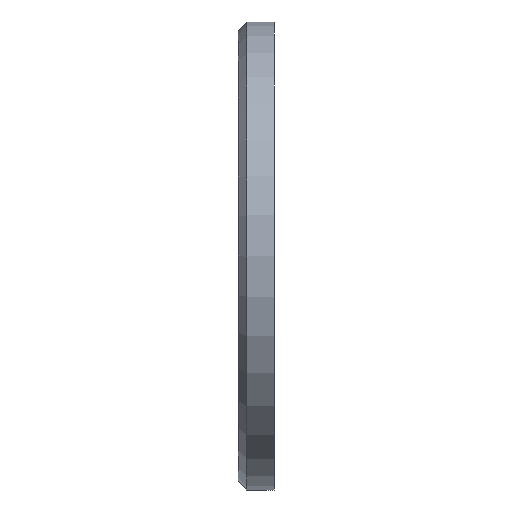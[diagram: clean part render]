
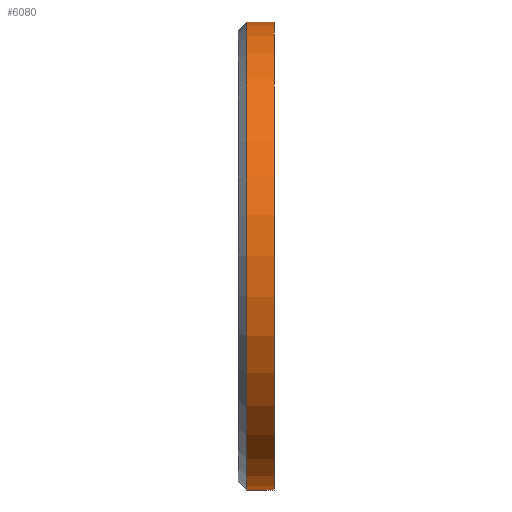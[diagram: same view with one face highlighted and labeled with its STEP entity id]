
A CAD part, left-side view. The second image highlights one B-rep face of the part: STEP entity #6080.
In plain terms, the highlighted cylindrical face has radius 26 mm (diameter 52 mm), a partial arc.
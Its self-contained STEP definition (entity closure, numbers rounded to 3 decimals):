
#288 = AXIS2_PLACEMENT_3D ( 'NONE', #5218, #13275, #5267 ) ;
#503 = CIRCLE ( 'NONE', #288, 26. ) ;
#945 = EDGE_LOOP ( 'NONE', ( #8211, #7320, #1634, #7674 ) ) ;
#1068 = CARTESIAN_POINT ( 'NONE',  ( 0., -2., 26. ) ) ;
#1434 = VERTEX_POINT ( 'NONE', #2389 ) ;
#1634 = ORIENTED_EDGE ( 'NONE', *, *, #2913, .T. ) ;
#2389 = CARTESIAN_POINT ( 'NONE',  ( 0., 1., -26. ) ) ;
#2805 = DIRECTION ( 'NONE',  ( 0., 0., -1. ) ) ;
#2913 = EDGE_CURVE ( 'NONE', #1434, #10024, #6350, .T. ) ;
#3361 = DIRECTION ( 'NONE',  ( 0., 0., 1. ) ) ;
#4053 = EDGE_CURVE ( 'NONE', #10024, #13889, #8690, .T. ) ;
#4509 = DIRECTION ( 'NONE',  ( 0., -1., 0. ) ) ;
#4765 = AXIS2_PLACEMENT_3D ( 'NONE', #12618, #5672, #3361 ) ;
#4883 = VECTOR ( 'NONE', #6332, 1000. ) ;
#5050 = CARTESIAN_POINT ( 'NONE',  ( 0., 2., 0. ) ) ;
#5218 = CARTESIAN_POINT ( 'NONE',  ( 0., 1., 0. ) ) ;
#5267 = DIRECTION ( 'NONE',  ( 0., 0., 1. ) ) ;
#5672 = DIRECTION ( 'NONE',  ( 0., 1., 0. ) ) ;
#5705 = VERTEX_POINT ( 'NONE', #6546 ) ;
#6080 = ADVANCED_FACE ( 'NONE', ( #13708 ), #9935, .T. ) ;
#6332 = DIRECTION ( 'NONE',  ( 0., -1., 0. ) ) ;
#6350 = LINE ( 'NONE', #13702, #9402 ) ;
#6546 = CARTESIAN_POINT ( 'NONE',  ( 0., 1., 26. ) ) ;
#6639 = EDGE_CURVE ( 'NONE', #5705, #13889, #11007, .T. ) ;
#7320 = ORIENTED_EDGE ( 'NONE', *, *, #14122, .T. ) ;
#7372 = AXIS2_PLACEMENT_3D ( 'NONE', #5050, #9671, #2805 ) ;
#7674 = ORIENTED_EDGE ( 'NONE', *, *, #4053, .T. ) ;
#8211 = ORIENTED_EDGE ( 'NONE', *, *, #6639, .F. ) ;
#8690 = CIRCLE ( 'NONE', #4765, 26. ) ;
#9402 = VECTOR ( 'NONE', #4509, 1000. ) ;
#9671 = DIRECTION ( 'NONE',  ( 0., -1., 0. ) ) ;
#9935 = CYLINDRICAL_SURFACE ( 'NONE', #7372, 26. ) ;
#10024 = VERTEX_POINT ( 'NONE', #12877 ) ;
#11007 = LINE ( 'NONE', #13323, #4883 ) ;
#12618 = CARTESIAN_POINT ( 'NONE',  ( 0., -2., 0. ) ) ;
#12877 = CARTESIAN_POINT ( 'NONE',  ( 0., -2., -26. ) ) ;
#13275 = DIRECTION ( 'NONE',  ( 0., -1., 0. ) ) ;
#13323 = CARTESIAN_POINT ( 'NONE',  ( 0., 2., 26. ) ) ;
#13702 = CARTESIAN_POINT ( 'NONE',  ( 0., 2., -26. ) ) ;
#13708 = FACE_OUTER_BOUND ( 'NONE', #945, .T. ) ;
#13889 = VERTEX_POINT ( 'NONE', #1068 ) ;
#14122 = EDGE_CURVE ( 'NONE', #5705, #1434, #503, .T. ) ;
